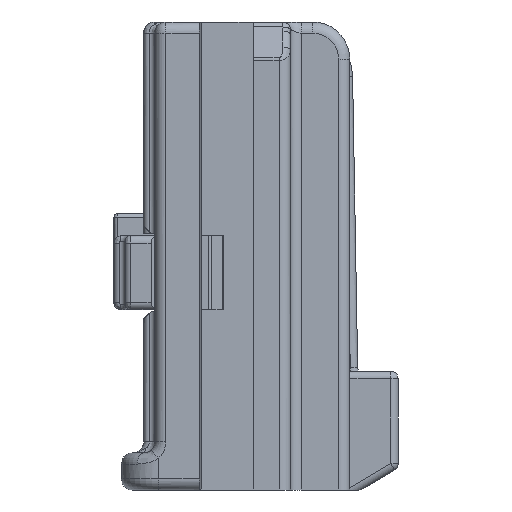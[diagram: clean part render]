
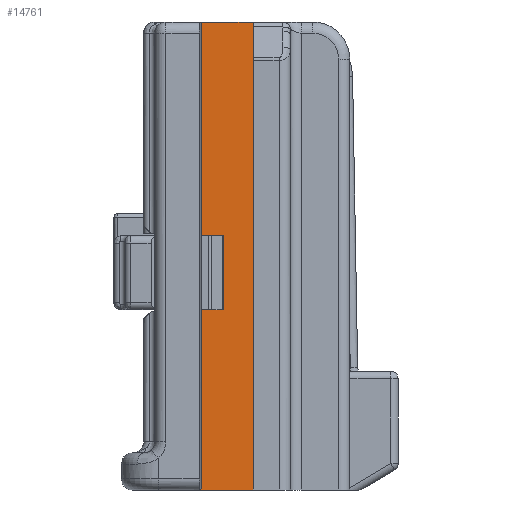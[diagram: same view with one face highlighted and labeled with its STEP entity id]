
A CAD part, left-side view. The second image highlights one B-rep face of the part: STEP entity #14761.
In plain terms, the highlighted planar face has unit normal (-1, 0, 0).
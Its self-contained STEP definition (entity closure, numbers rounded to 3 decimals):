
#777=DIRECTION('',(0.,1.,0.));
#778=VECTOR('',#777,0.628);
#779=CARTESIAN_POINT('',(-12.3,1.436,6.85));
#780=LINE('',#779,#778);
#781=DIRECTION('',(0.,-1.,0.));
#782=VECTOR('',#781,0.628);
#783=CARTESIAN_POINT('',(-12.3,2.064,4.85));
#784=LINE('',#783,#782);
#785=DIRECTION('',(0.,0.,1.));
#786=VECTOR('',#785,2.);
#787=CARTESIAN_POINT('',(-12.3,2.35,4.85));
#788=LINE('',#787,#786);
#789=DIRECTION('',(0.,0.,-1.));
#790=VECTOR('',#789,0.05);
#791=CARTESIAN_POINT('',(-12.3,2.5,6.9));
#792=LINE('',#791,#790);
#793=DIRECTION('',(0.,-1.,0.));
#794=VECTOR('',#793,1.257);
#795=CARTESIAN_POINT('',(-12.3,2.5,6.9));
#796=LINE('',#795,#794);
#797=DIRECTION('',(0.,0.,1.));
#798=VECTOR('',#797,5.7);
#799=CARTESIAN_POINT('',(-12.3,1.243,6.9));
#800=LINE('',#799,#798);
#801=DIRECTION('',(0.,0.,-1.));
#802=VECTOR('',#801,0.059);
#803=CARTESIAN_POINT('',(-12.3,-0.15,12.6));
#804=LINE('',#803,#802);
#805=DIRECTION('',(0.,0.,-1.));
#806=VECTOR('',#805,12.541);
#807=CARTESIAN_POINT('',(-12.3,-0.15,12.541));
#808=LINE('',#807,#806);
#809=DIRECTION('',(0.,1.,0.));
#810=VECTOR('',#809,1.393);
#811=CARTESIAN_POINT('',(-12.3,-0.15,0.));
#812=LINE('',#811,#810);
#813=DIRECTION('',(0.,1.,0.));
#814=VECTOR('',#813,1.257);
#815=CARTESIAN_POINT('',(-12.3,1.243,4.8));
#816=LINE('',#815,#814);
#817=DIRECTION('',(0.,0.,-1.));
#818=VECTOR('',#817,0.05);
#819=CARTESIAN_POINT('',(-12.3,2.5,4.85));
#820=LINE('',#819,#818);
#821=DIRECTION('',(0.,1.,0.));
#822=VECTOR('',#821,0.56);
#823=CARTESIAN_POINT('',(-12.3,0.659,6.85));
#824=LINE('',#823,#822);
#875=DIRECTION('',(0.,1.,0.));
#876=VECTOR('',#875,0.15);
#877=CARTESIAN_POINT('',(-12.3,2.35,6.85));
#878=LINE('',#877,#876);
#892=DIRECTION('',(0.,0.,-1.));
#893=VECTOR('',#892,2.);
#894=CARTESIAN_POINT('',(-12.3,0.659,6.85));
#895=LINE('',#894,#893);
#926=DIRECTION('',(0.,1.,0.));
#927=VECTOR('',#926,0.56);
#928=CARTESIAN_POINT('',(-12.3,0.659,4.85));
#929=LINE('',#928,#927);
#976=DIRECTION('',(0.,1.,0.));
#977=VECTOR('',#976,0.15);
#978=CARTESIAN_POINT('',(-12.3,2.35,4.85));
#979=LINE('',#978,#977);
#1323=CARTESIAN_POINT('',(-12.3,1.243,4.8));
#1371=DIRECTION('',(0.,0.,-1.));
#1372=VECTOR('',#1371,4.8);
#1373=CARTESIAN_POINT('',(-12.3,1.243,4.8));
#1374=LINE('',#1373,#1372);
#1786=DIRECTION('',(0.,1.,0.));
#1787=VECTOR('',#1786,1.393);
#1788=CARTESIAN_POINT('',(-12.3,-0.15,12.6));
#1789=LINE('',#1788,#1787);
#9591=DIRECTION('',(0.,0.,1.));
#9592=VECTOR('',#9591,2.);
#9593=CARTESIAN_POINT('',(-12.3,1.219,4.85));
#9594=LINE('',#9593,#9592);
#9611=DIRECTION('',(0.,0.,1.));
#9612=VECTOR('',#9611,2.);
#9613=CARTESIAN_POINT('',(-12.3,2.064,4.85));
#9614=LINE('',#9613,#9612);
#9631=DIRECTION('',(0.,0.,-1.));
#9632=VECTOR('',#9631,2.);
#9633=CARTESIAN_POINT('',(-12.3,1.436,6.85));
#9634=LINE('',#9633,#9632);
#10731=CARTESIAN_POINT('',(-12.3,1.243,0.));
#10732=VERTEX_POINT('',#10731);
#10733=CARTESIAN_POINT('',(-12.3,-0.15,0.));
#10734=VERTEX_POINT('',#10733);
#11145=CARTESIAN_POINT('',(-12.3,-0.15,12.6));
#11146=VERTEX_POINT('',#11145);
#11147=CARTESIAN_POINT('',(-12.3,1.243,12.6));
#11148=VERTEX_POINT('',#11147);
#11880=CARTESIAN_POINT('',(-12.3,-0.15,12.541));
#11881=VERTEX_POINT('',#11880);
#12891=CARTESIAN_POINT('',(-12.3,0.659,4.85));
#12892=CARTESIAN_POINT('',(-12.3,1.219,4.85));
#12893=VERTEX_POINT('',#12891);
#12894=VERTEX_POINT('',#12892);
#12899=CARTESIAN_POINT('',(-12.3,0.659,6.85));
#12900=CARTESIAN_POINT('',(-12.3,1.219,6.85));
#12901=VERTEX_POINT('',#12899);
#12902=VERTEX_POINT('',#12900);
#12907=CARTESIAN_POINT('',(-12.3,1.243,6.9));
#12908=VERTEX_POINT('',#12907);
#12909=VERTEX_POINT('',#1323);
#12934=CARTESIAN_POINT('',(-12.3,1.436,4.85));
#12935=VERTEX_POINT('',#12934);
#12940=CARTESIAN_POINT('',(-12.3,1.436,6.85));
#12941=VERTEX_POINT('',#12940);
#13440=CARTESIAN_POINT('',(-12.3,2.35,4.85));
#13441=CARTESIAN_POINT('',(-12.3,2.5,4.85));
#13442=VERTEX_POINT('',#13440);
#13443=VERTEX_POINT('',#13441);
#13452=CARTESIAN_POINT('',(-12.3,2.35,6.85));
#13453=CARTESIAN_POINT('',(-12.3,2.5,6.85));
#13454=VERTEX_POINT('',#13452);
#13455=VERTEX_POINT('',#13453);
#13464=CARTESIAN_POINT('',(-12.3,2.5,6.9));
#13465=VERTEX_POINT('',#13464);
#13468=CARTESIAN_POINT('',(-12.3,2.5,4.8));
#13469=VERTEX_POINT('',#13468);
#13470=CARTESIAN_POINT('',(-12.3,2.064,4.85));
#13471=VERTEX_POINT('',#13470);
#13476=CARTESIAN_POINT('',(-12.3,2.064,6.85));
#13477=VERTEX_POINT('',#13476);
#14710=CARTESIAN_POINT('',(-12.3,-0.15,12.6));
#14711=DIRECTION('',(1.,0.,0.));
#14712=DIRECTION('',(0.,1.,0.));
#14713=AXIS2_PLACEMENT_3D('',#14710,#14711,#14712);
#14714=PLANE('',#14713);
#14716=ORIENTED_EDGE('',*,*,#14715,.F.);
#14718=ORIENTED_EDGE('',*,*,#14717,.T.);
#14720=ORIENTED_EDGE('',*,*,#14719,.T.);
#14722=ORIENTED_EDGE('',*,*,#14721,.F.);
#14724=ORIENTED_EDGE('',*,*,#14723,.T.);
#14726=ORIENTED_EDGE('',*,*,#14725,.T.);
#14728=ORIENTED_EDGE('',*,*,#14727,.F.);
#14730=ORIENTED_EDGE('',*,*,#14729,.T.);
#14731=ORIENTED_EDGE('',*,*,#14697,.T.);
#14732=ORIENTED_EDGE('',*,*,#14126,.T.);
#14734=ORIENTED_EDGE('',*,*,#14733,.F.);
#14736=ORIENTED_EDGE('',*,*,#14735,.T.);
#14738=ORIENTED_EDGE('',*,*,#14737,.F.);
#14739=EDGE_LOOP('',(#14716,#14718,#14720,#14722,#14724,#14726,#14728,#14730,
#14731,#14732,#14734,#14736,#14738));
#14740=FACE_OUTER_BOUND('',#14739,.F.);
#14742=ORIENTED_EDGE('',*,*,#14741,.T.);
#14744=ORIENTED_EDGE('',*,*,#14743,.F.);
#14746=ORIENTED_EDGE('',*,*,#14745,.F.);
#14748=ORIENTED_EDGE('',*,*,#14747,.F.);
#14749=EDGE_LOOP('',(#14742,#14744,#14746,#14748));
#14750=FACE_BOUND('',#14749,.F.);
#14752=ORIENTED_EDGE('',*,*,#14751,.T.);
#14754=ORIENTED_EDGE('',*,*,#14753,.F.);
#14756=ORIENTED_EDGE('',*,*,#14755,.T.);
#14758=ORIENTED_EDGE('',*,*,#14757,.F.);
#14759=EDGE_LOOP('',(#14752,#14754,#14756,#14758));
#14760=FACE_BOUND('',#14759,.F.);
#14761=ADVANCED_FACE('',(#14740,#14750,#14760),#14714,.F.);
#14126=EDGE_CURVE('',#10734,#10732,#812,.T.);
#14697=EDGE_CURVE('',#11881,#10734,#808,.T.);
#14715=EDGE_CURVE('',#13442,#13443,#979,.T.);
#14717=EDGE_CURVE('',#13442,#13454,#788,.T.);
#14719=EDGE_CURVE('',#13454,#13455,#878,.T.);
#14721=EDGE_CURVE('',#13465,#13455,#792,.T.);
#14723=EDGE_CURVE('',#13465,#12908,#796,.T.);
#14725=EDGE_CURVE('',#12908,#11148,#800,.T.);
#14727=EDGE_CURVE('',#11146,#11148,#1789,.T.);
#14729=EDGE_CURVE('',#11146,#11881,#804,.T.);
#14733=EDGE_CURVE('',#12909,#10732,#1374,.T.);
#14735=EDGE_CURVE('',#12909,#13469,#816,.T.);
#14737=EDGE_CURVE('',#13443,#13469,#820,.T.);
#14741=EDGE_CURVE('',#12901,#12902,#824,.T.);
#14743=EDGE_CURVE('',#12894,#12902,#9594,.T.);
#14745=EDGE_CURVE('',#12893,#12894,#929,.T.);
#14747=EDGE_CURVE('',#12901,#12893,#895,.T.);
#14751=EDGE_CURVE('',#12941,#13477,#780,.T.);
#14753=EDGE_CURVE('',#13471,#13477,#9614,.T.);
#14755=EDGE_CURVE('',#13471,#12935,#784,.T.);
#14757=EDGE_CURVE('',#12941,#12935,#9634,.T.);
